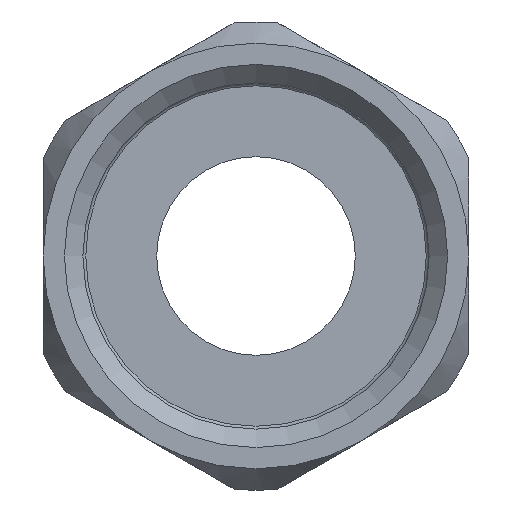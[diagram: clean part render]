
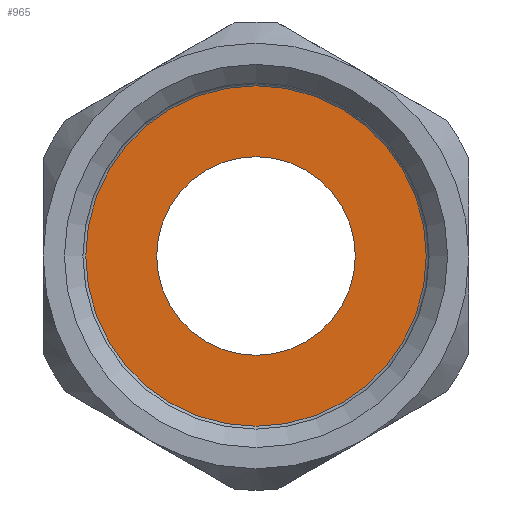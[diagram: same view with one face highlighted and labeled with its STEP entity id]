
A CAD part, left-side view. The second image highlights one B-rep face of the part: STEP entity #965.
In plain terms, the highlighted planar face has unit normal (-1, 0, 0).
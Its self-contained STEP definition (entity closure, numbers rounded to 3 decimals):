
#61=FACE_BOUND('',#222,.T.);
#66=PLANE('',#1064);
#163=FACE_OUTER_BOUND('',#221,.T.);
#221=EDGE_LOOP('',(#671,#672));
#222=EDGE_LOOP('',(#673,#674));
#297=CIRCLE('',#1065,12.);
#298=CIRCLE('',#1066,12.);
#299=CIRCLE('',#1067,7.);
#300=CIRCLE('',#1068,7.);
#396=VERTEX_POINT('',#1594);
#397=VERTEX_POINT('',#1595);
#398=VERTEX_POINT('',#1598);
#399=VERTEX_POINT('',#1599);
#506=EDGE_CURVE('',#396,#397,#297,.T.);
#507=EDGE_CURVE('',#397,#396,#298,.T.);
#508=EDGE_CURVE('',#398,#399,#299,.T.);
#509=EDGE_CURVE('',#399,#398,#300,.T.);
#671=ORIENTED_EDGE('',*,*,#506,.F.);
#672=ORIENTED_EDGE('',*,*,#507,.F.);
#673=ORIENTED_EDGE('',*,*,#508,.T.);
#674=ORIENTED_EDGE('',*,*,#509,.T.);
#965=ADVANCED_FACE('',(#163,#61),#66,.T.);
#1064=AXIS2_PLACEMENT_3D('',#1593,#1254,#1255);
#1065=AXIS2_PLACEMENT_3D('',#1596,#1256,#1257);
#1066=AXIS2_PLACEMENT_3D('',#1597,#1258,#1259);
#1067=AXIS2_PLACEMENT_3D('',#1600,#1260,#1261);
#1068=AXIS2_PLACEMENT_3D('',#1601,#1262,#1263);
#1254=DIRECTION('center_axis',(-1.,0.,0.));
#1255=DIRECTION('ref_axis',(0.,0.,1.));
#1256=DIRECTION('center_axis',(1.,0.,0.));
#1257=DIRECTION('ref_axis',(0.,0.,-1.));
#1258=DIRECTION('center_axis',(1.,0.,0.));
#1259=DIRECTION('ref_axis',(0.,0.,-1.));
#1260=DIRECTION('center_axis',(1.,0.,0.));
#1261=DIRECTION('ref_axis',(0.,0.,-1.));
#1262=DIRECTION('center_axis',(1.,0.,0.));
#1263=DIRECTION('ref_axis',(0.,0.,-1.));
#1593=CARTESIAN_POINT('Origin',(-43.2,0.,-9.5));
#1594=CARTESIAN_POINT('',(-43.2,0.,-12.));
#1595=CARTESIAN_POINT('',(-43.2,0.,12.));
#1596=CARTESIAN_POINT('Origin',(-43.2,0.,0.));
#1597=CARTESIAN_POINT('Origin',(-43.2,0.,0.));
#1598=CARTESIAN_POINT('',(-43.2,0.,-7.));
#1599=CARTESIAN_POINT('',(-43.2,0.,7.));
#1600=CARTESIAN_POINT('Origin',(-43.2,0.,0.));
#1601=CARTESIAN_POINT('Origin',(-43.2,0.,0.));
